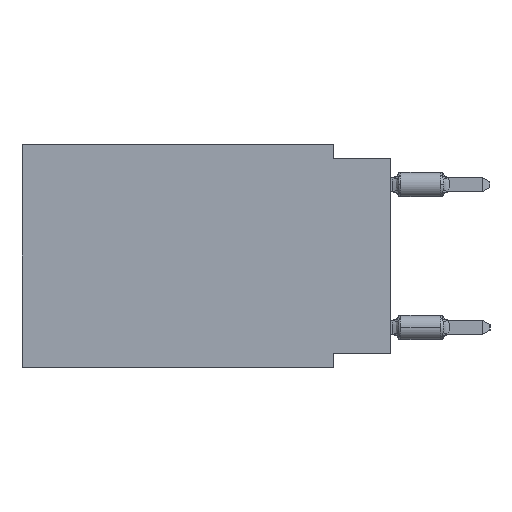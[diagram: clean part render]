
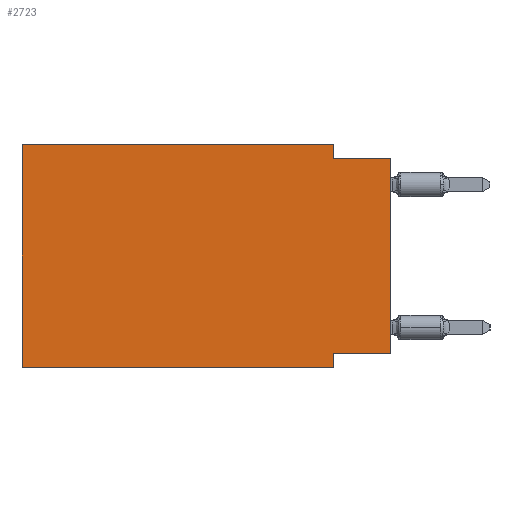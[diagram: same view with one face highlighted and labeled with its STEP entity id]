
A CAD part, left-side view. The second image highlights one B-rep face of the part: STEP entity #2723.
In plain terms, the highlighted planar face has unit normal (-1, 0, 0).
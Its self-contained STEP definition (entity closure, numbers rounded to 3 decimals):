
#789 = VECTOR ( 'NONE', #20001, 1000. ) ;
#1257 = VERTEX_POINT ( 'NONE', #14120 ) ;
#1871 = ORIENTED_EDGE ( 'NONE', *, *, #23927, .T. ) ;
#2395 = DIRECTION ( 'NONE',  ( 0., 0., -1. ) ) ;
#2723 = ADVANCED_FACE ( 'NONE', ( #5266 ), #21378, .F. ) ;
#2922 = LINE ( 'NONE', #24767, #33388 ) ;
#3721 = CARTESIAN_POINT ( 'NONE',  ( 0., 16.383, -9.906 ) ) ;
#3904 = ORIENTED_EDGE ( 'NONE', *, *, #34292, .F. ) ;
#4321 = DIRECTION ( 'NONE',  ( 0., -1., 0. ) ) ;
#4792 = VECTOR ( 'NONE', #9460, 1000. ) ;
#5266 = FACE_OUTER_BOUND ( 'NONE', #8394, .T. ) ;
#5307 = DIRECTION ( 'NONE',  ( 0., -1., 0. ) ) ;
#5720 = VERTEX_POINT ( 'NONE', #6468 ) ;
#5936 = VECTOR ( 'NONE', #26275, 1000. ) ;
#6367 = ORIENTED_EDGE ( 'NONE', *, *, #13258, .T. ) ;
#6468 = CARTESIAN_POINT ( 'NONE',  ( 0., 2.54, 0. ) ) ;
#7189 = LINE ( 'NONE', #12400, #12121 ) ;
#7854 = DIRECTION ( 'NONE',  ( 0., 0., -1. ) ) ;
#8394 = EDGE_LOOP ( 'NONE', ( #1871, #3904, #11823, #25681, #14735, #6367, #18071, #12033 ) ) ;
#8814 = EDGE_CURVE ( 'NONE', #13270, #5720, #7189, .T. ) ;
#9460 = DIRECTION ( 'NONE',  ( 0., 1., 0. ) ) ;
#10106 = DIRECTION ( 'NONE',  ( 0., 0., 1. ) ) ;
#10282 = DIRECTION ( 'NONE',  ( 1., 0., 0. ) ) ;
#11823 = ORIENTED_EDGE ( 'NONE', *, *, #29405, .F. ) ;
#12033 = ORIENTED_EDGE ( 'NONE', *, *, #29193, .F. ) ;
#12121 = VECTOR ( 'NONE', #4321, 1000. ) ;
#12271 = CARTESIAN_POINT ( 'NONE',  ( 0., 16.383, -9.906 ) ) ;
#12342 = AXIS2_PLACEMENT_3D ( 'NONE', #23885, #10282, #2395 ) ;
#12400 = CARTESIAN_POINT ( 'NONE',  ( 0., 16.383, 0. ) ) ;
#13258 = EDGE_CURVE ( 'NONE', #15434, #31536, #14649, .T. ) ;
#13270 = VERTEX_POINT ( 'NONE', #33753 ) ;
#14120 = CARTESIAN_POINT ( 'NONE',  ( 0., 0., -9.271 ) ) ;
#14302 = CARTESIAN_POINT ( 'NONE',  ( 0., 0., -9.271 ) ) ;
#14649 = LINE ( 'NONE', #3721, #789 ) ;
#14735 = ORIENTED_EDGE ( 'NONE', *, *, #27188, .F. ) ;
#15434 = VERTEX_POINT ( 'NONE', #12271 ) ;
#16922 = EDGE_CURVE ( 'NONE', #32360, #31536, #27525, .T. ) ;
#18071 = ORIENTED_EDGE ( 'NONE', *, *, #16922, .F. ) ;
#18903 = LINE ( 'NONE', #29814, #25865 ) ;
#20001 = DIRECTION ( 'NONE',  ( 0., -1., 0. ) ) ;
#20391 = CARTESIAN_POINT ( 'NONE',  ( 0., 16.383, 0. ) ) ;
#20641 = VECTOR ( 'NONE', #7854, 1000. ) ;
#21351 = CARTESIAN_POINT ( 'NONE',  ( 0., 2.54, -9.906 ) ) ;
#21378 = PLANE ( 'NONE',  #12342 ) ;
#23868 = LINE ( 'NONE', #29758, #28803 ) ;
#23885 = CARTESIAN_POINT ( 'NONE',  ( 0., 16.383, 0. ) ) ;
#23907 = DIRECTION ( 'NONE',  ( 0., 0., -1. ) ) ;
#23927 = EDGE_CURVE ( 'NONE', #1257, #31852, #23868, .T. ) ;
#24767 = CARTESIAN_POINT ( 'NONE',  ( 0., 2.54, 0. ) ) ;
#25681 = ORIENTED_EDGE ( 'NONE', *, *, #8814, .F. ) ;
#25865 = VECTOR ( 'NONE', #5307, 1000. ) ;
#26275 = DIRECTION ( 'NONE',  ( 0., 0., 1. ) ) ;
#27188 = EDGE_CURVE ( 'NONE', #15434, #13270, #34686, .T. ) ;
#27525 = LINE ( 'NONE', #32366, #20641 ) ;
#28803 = VECTOR ( 'NONE', #10106, 1000. ) ;
#29193 = EDGE_CURVE ( 'NONE', #1257, #32360, #33961, .T. ) ;
#29405 = EDGE_CURVE ( 'NONE', #5720, #34816, #2922, .T. ) ;
#29758 = CARTESIAN_POINT ( 'NONE',  ( 0., 0., 0. ) ) ;
#29814 = CARTESIAN_POINT ( 'NONE',  ( 0., 0., -0.635 ) ) ;
#31536 = VERTEX_POINT ( 'NONE', #21351 ) ;
#31852 = VERTEX_POINT ( 'NONE', #33327 ) ;
#32360 = VERTEX_POINT ( 'NONE', #34335 ) ;
#32366 = CARTESIAN_POINT ( 'NONE',  ( 0., 2.54, -9.906 ) ) ;
#33003 = CARTESIAN_POINT ( 'NONE',  ( 0., 2.54, -0.635 ) ) ;
#33327 = CARTESIAN_POINT ( 'NONE',  ( 0., 0., -0.635 ) ) ;
#33388 = VECTOR ( 'NONE', #23907, 1000. ) ;
#33753 = CARTESIAN_POINT ( 'NONE',  ( 0., 16.383, 0. ) ) ;
#33961 = LINE ( 'NONE', #14302, #4792 ) ;
#34292 = EDGE_CURVE ( 'NONE', #34816, #31852, #18903, .T. ) ;
#34335 = CARTESIAN_POINT ( 'NONE',  ( 0., 2.54, -9.271 ) ) ;
#34686 = LINE ( 'NONE', #20391, #5936 ) ;
#34816 = VERTEX_POINT ( 'NONE', #33003 ) ;
